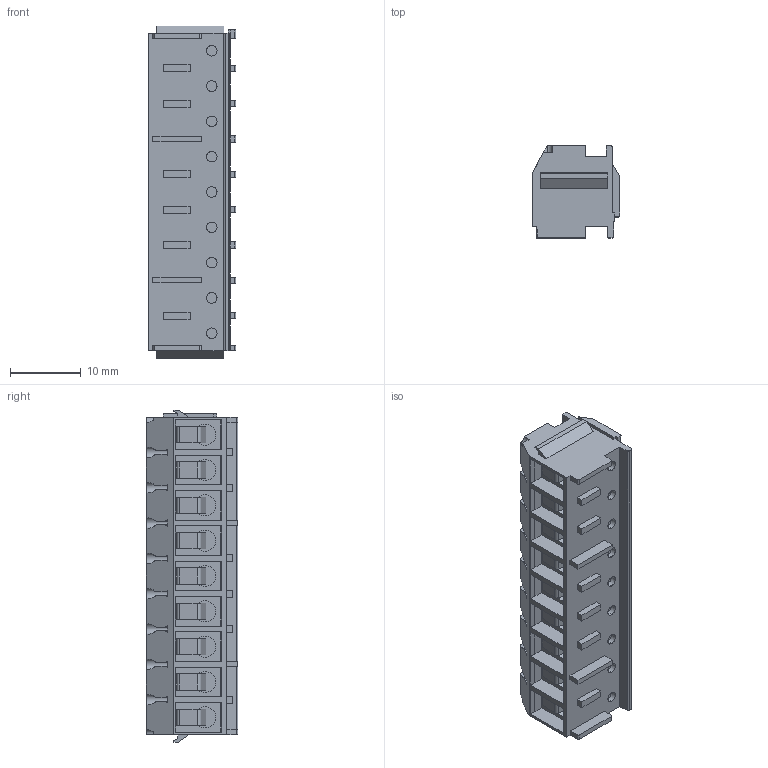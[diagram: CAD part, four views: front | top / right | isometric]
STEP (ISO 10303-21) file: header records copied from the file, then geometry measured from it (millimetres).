
FILE_DESCRIPTION((''),'2;1');
FILE_NAME('TL241T','2024-12-06T',('yanfa'),(''),'PRO/ENGINEER BY PARAMETRIC TECHNOLOGY CORPORATION, 2009280','PRO/ENGINEER BY PARAMETRIC TECHNOLOGY CORPORATION, 2009280','');
FILE_SCHEMA(('AUTOMOTIVE_DESIGN_CC2 { 1 2 10303 214 -1 1 5 2 }'));
Length unit declared in the file: millimetre
Products named in the file (1): TL241T
Bounding box: 12.4 x 13 x 47 mm (x, y, z)
Volume: 4323 mm3; surface area: 4748.5 mm2
Topology: 1 solids, 1 shells, 750 faces, 1960 edges, 1276 vertices
Faces by surface type: plane 407, cylinder 221, cone 54, extrusion 50, torus 18
Entity records: 23637 total; most frequent: CARTESIAN_POINT 4972, ORIENTED_EDGE 3920, DIRECTION 3770, EDGE_CURVE 1960, VECTOR 1334, LINE 1284, VERTEX_POINT 1276, AXIS2_PLACEMENT_3D 1218
